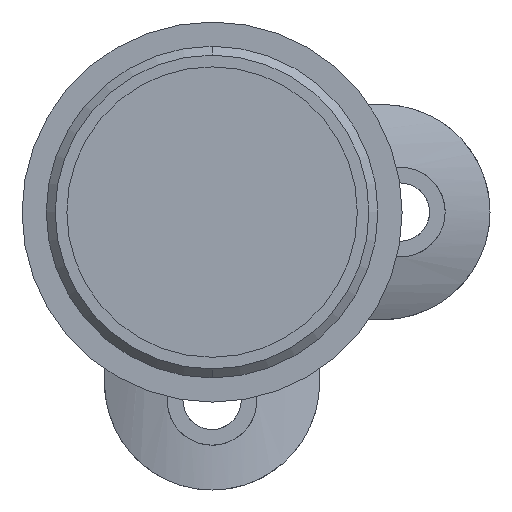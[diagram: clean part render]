
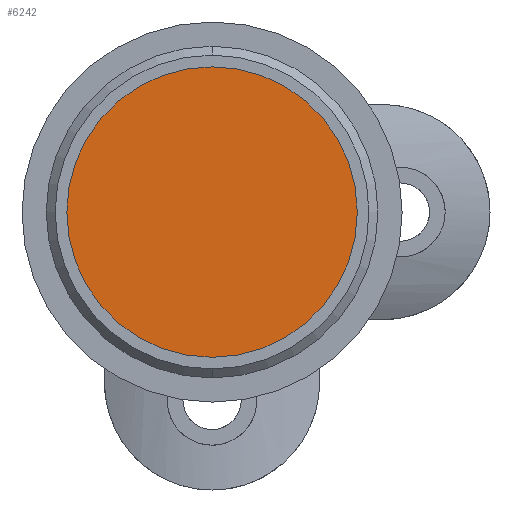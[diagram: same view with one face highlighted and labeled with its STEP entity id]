
A CAD part, front view. The second image highlights one B-rep face of the part: STEP entity #6242.
In plain terms, the highlighted planar face has unit normal (0, -1, 0).
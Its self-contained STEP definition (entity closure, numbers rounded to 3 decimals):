
#180 = CARTESIAN_POINT ( 'NONE',  ( 0., 30.42, 0. ) ) ;
#548 = VERTEX_POINT ( 'NONE', #5161 ) ;
#553 = FACE_OUTER_BOUND ( 'NONE', #4607, .T. ) ;
#814 = CARTESIAN_POINT ( 'NONE',  ( 0., 30.42, 0. ) ) ;
#959 = PLANE ( 'NONE',  #4169 ) ;
#1949 = CARTESIAN_POINT ( 'NONE',  ( 0., 30.42, 0. ) ) ;
#2663 = DIRECTION ( 'NONE',  ( 0., 0., -1. ) ) ;
#2918 = AXIS2_PLACEMENT_3D ( 'NONE', #814, #7373, #2663 ) ;
#3007 = ORIENTED_EDGE ( 'NONE', *, *, #10688, .T. ) ;
#3995 = DIRECTION ( 'NONE',  ( 0., -1., 0. ) ) ;
#4169 = AXIS2_PLACEMENT_3D ( 'NONE', #1949, #11458, #7570 ) ;
#4607 = EDGE_LOOP ( 'NONE', ( #6707, #3007 ) ) ;
#5161 = CARTESIAN_POINT ( 'NONE',  ( 0., 30.42, -16.2 ) ) ;
#5799 = EDGE_CURVE ( 'NONE', #548, #10307, #5846, .T. ) ;
#5846 = CIRCLE ( 'NONE', #2918, 16.2 ) ;
#6242 = ADVANCED_FACE ( 'NONE', ( #553 ), #959, .T. ) ;
#6661 = CARTESIAN_POINT ( 'NONE',  ( 0., 30.42, 16.2 ) ) ;
#6707 = ORIENTED_EDGE ( 'NONE', *, *, #5799, .T. ) ;
#7373 = DIRECTION ( 'NONE',  ( 0., -1., 0. ) ) ;
#7570 = DIRECTION ( 'NONE',  ( 0., 0., -1. ) ) ;
#8673 = DIRECTION ( 'NONE',  ( 0., 0., -1. ) ) ;
#8744 = AXIS2_PLACEMENT_3D ( 'NONE', #180, #3995, #8673 ) ;
#10307 = VERTEX_POINT ( 'NONE', #6661 ) ;
#10688 = EDGE_CURVE ( 'NONE', #10307, #548, #12035, .T. ) ;
#11458 = DIRECTION ( 'NONE',  ( 0., -1., 0. ) ) ;
#12035 = CIRCLE ( 'NONE', #8744, 16.2 ) ;
